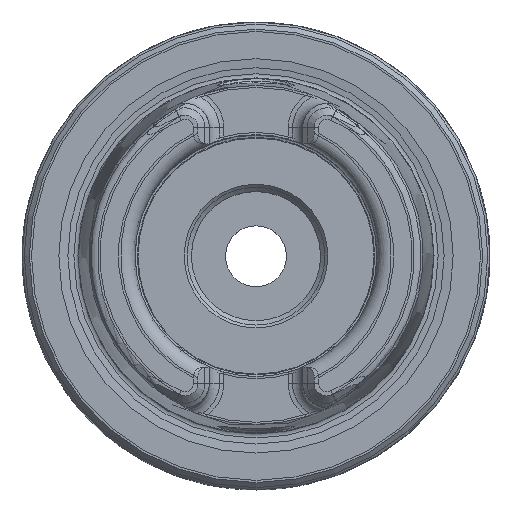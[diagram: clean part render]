
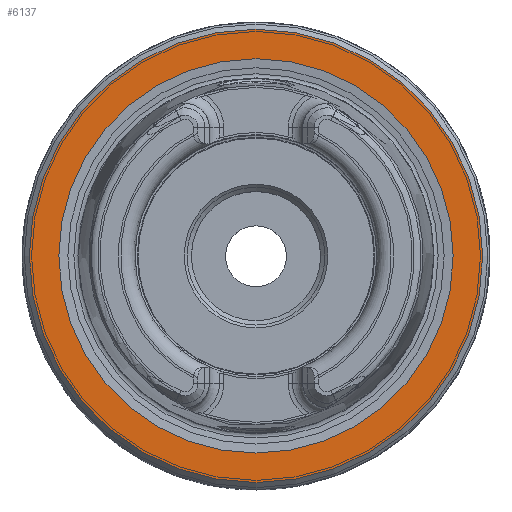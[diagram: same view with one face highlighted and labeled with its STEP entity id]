
A CAD part, top view. The second image highlights one B-rep face of the part: STEP entity #6137.
In plain terms, the highlighted planar face has unit normal (0, 0, 1).
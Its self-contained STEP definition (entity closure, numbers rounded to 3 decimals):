
#1610=ORIENTED_EDGE('',*,*,#2464,.T.);
#1611=ORIENTED_EDGE('',*,*,#2463,.F.);
#2463=EDGE_CURVE('',#2938,#2938,#3168,.T.);
#2464=EDGE_CURVE('',#2939,#2939,#3169,.T.);
#2938=VERTEX_POINT('',#9782);
#2939=VERTEX_POINT('',#9785);
#3168=CIRCLE('',#6610,13.613);
#3169=CIRCLE('',#6612,15.65);
#3466=EDGE_LOOP('',(#1610));
#3467=EDGE_LOOP('',(#1611));
#3840=FACE_BOUND('',#3466,.T.);
#3841=FACE_BOUND('',#3467,.T.);
#4018=PLANE('',#6611);
#6137=ADVANCED_FACE('',(#3840,#3841),#4018,.T.);
#6610=AXIS2_PLACEMENT_3D('',#9781,#7659,#7660);
#6611=AXIS2_PLACEMENT_3D('',#9783,#7661,#7662);
#6612=AXIS2_PLACEMENT_3D('',#9784,#7663,#7664);
#7659=DIRECTION('',(0.,0.,1.));
#7660=DIRECTION('',(1.,0.,0.));
#7661=DIRECTION('',(0.,0.,1.));
#7662=DIRECTION('',(1.,0.,0.));
#7663=DIRECTION('',(0.,0.,1.));
#7664=DIRECTION('',(1.,0.,0.));
#9781=CARTESIAN_POINT('',(0.,0.,0.2));
#9782=CARTESIAN_POINT('',(13.613,0.,0.2));
#9783=CARTESIAN_POINT('',(12.305,0.,0.2));
#9784=CARTESIAN_POINT('',(0.,0.,0.2));
#9785=CARTESIAN_POINT('',(15.65,0.,0.2));
